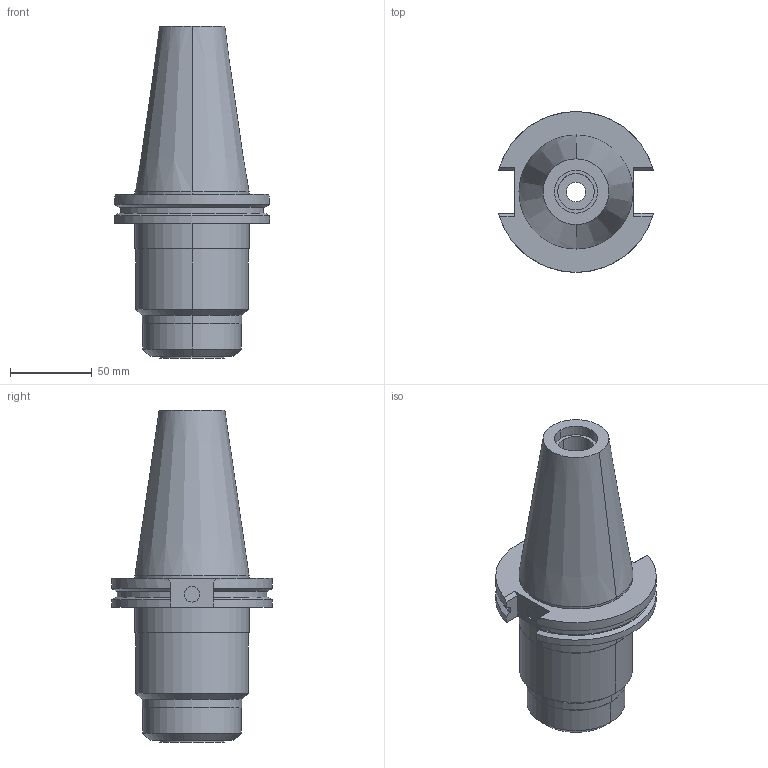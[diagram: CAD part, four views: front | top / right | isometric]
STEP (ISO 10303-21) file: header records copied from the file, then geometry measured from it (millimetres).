
FILE_DESCRIPTION((''),'2;1');
FILE_NAME('BCV50-MEGA_750DPG-4','2018-04-13T',('ykawabe'),(''),'CREO PARAMETRIC BY PTC INC, 2016380','CREO PARAMETRIC BY PTC INC, 2016380','');
FILE_SCHEMA(('AUTOMOTIVE_DESIGN { 1 0 10303 214 1 1 1 1 }'));
Length unit declared in the file: millimetre
Products named in the file (1): BCV50-MEGA_750DPG-4
Bounding box: 94.95 x 98.42 x 203.2 mm (x, y, z)
Volume: 594127.9 mm3; surface area: 64348.7 mm2
Topology: 1 solids, 1 shells, 69 faces, 176 edges, 118 vertices
Faces by surface type: cylinder 32, plane 25, cone 12
Entity records: 2829 total; most frequent: CARTESIAN_POINT 412, DIRECTION 398, ORIENTED_EDGE 352, PRESENTATION_STYLE_ASSIGNMENT 181, STYLED_ITEM 181, CURVE_STYLE 180, EDGE_CURVE 176, AXIS2_PLACEMENT_3D 160
